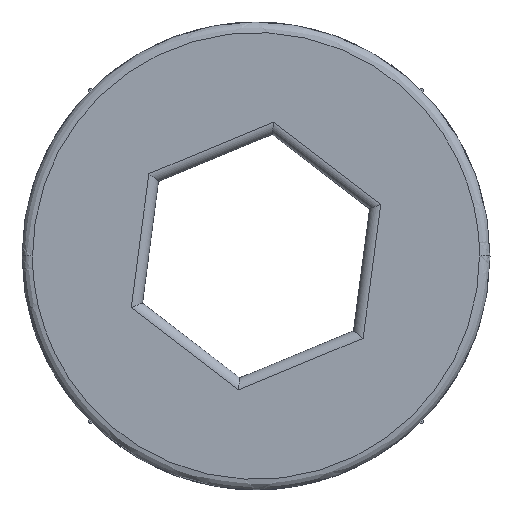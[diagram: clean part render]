
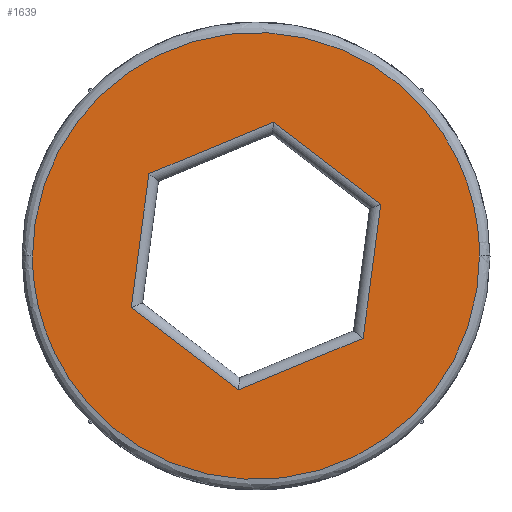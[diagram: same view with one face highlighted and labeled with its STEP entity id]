
A CAD part, top view. The second image highlights one B-rep face of the part: STEP entity #1639.
In plain terms, the highlighted planar face has unit normal (0, 0, 1).
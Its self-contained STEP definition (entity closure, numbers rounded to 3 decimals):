
#3 = VECTOR ( 'NONE', #723, 1000. ) ;
#98 = VERTEX_POINT ( 'NONE', #2044 ) ;
#128 = CARTESIAN_POINT ( 'NONE',  ( 2.542, -1.951, 1.75 ) ) ;
#143 = DIRECTION ( 'NONE',  ( 0.924, 0.383, 0. ) ) ;
#285 = AXIS2_PLACEMENT_3D ( 'NONE', #2425, #3164, #3756 ) ;
#294 = VECTOR ( 'NONE', #1209, 1000. ) ;
#307 = FACE_BOUND ( 'NONE', #451, .T. ) ;
#338 = CARTESIAN_POINT ( 'NONE',  ( -2.542, 1.951, 1.75 ) ) ;
#402 = CARTESIAN_POINT ( 'NONE',  ( -0.418, -3.177, 1.75 ) ) ;
#416 = VECTOR ( 'NONE', #1767, 1000. ) ;
#429 = LINE ( 'NONE', #1587, #2897 ) ;
#451 = EDGE_LOOP ( 'NONE', ( #567, #2057, #1831, #790, #2619, #1563 ) ) ;
#567 = ORIENTED_EDGE ( 'NONE', *, *, #2081, .T. ) ;
#665 = VERTEX_POINT ( 'NONE', #128 ) ;
#723 = DIRECTION ( 'NONE',  ( 0.131, 0.991, 0. ) ) ;
#752 = CARTESIAN_POINT ( 'NONE',  ( 0.418, 3.177, 1.75 ) ) ;
#790 = ORIENTED_EDGE ( 'NONE', *, *, #4204, .T. ) ;
#799 = CARTESIAN_POINT ( 'NONE',  ( 0.418, 3.177, 1.75 ) ) ;
#1043 = LINE ( 'NONE', #402, #2814 ) ;
#1090 = DIRECTION ( 'NONE',  ( -0.793, 0.609, 0. ) ) ;
#1099 = VERTEX_POINT ( 'NONE', #2480 ) ;
#1179 = EDGE_LOOP ( 'NONE', ( #1869, #2825 ) ) ;
#1209 = DIRECTION ( 'NONE',  ( 0.793, -0.609, 0. ) ) ;
#1268 = CARTESIAN_POINT ( 'NONE',  ( 5.302, 10.605, 1.75 ) ) ;
#1300 = CARTESIAN_POINT ( 'NONE',  ( -0.418, -3.177, 1.75 ) ) ;
#1353 = FACE_OUTER_BOUND ( 'NONE', #1179, .T. ) ;
#1362 = EDGE_CURVE ( 'NONE', #3363, #1099, #4171, .T. ) ;
#1389 = VERTEX_POINT ( 'NONE', #338 ) ;
#1543 = LINE ( 'NONE', #799, #294 ) ;
#1563 = ORIENTED_EDGE ( 'NONE', *, *, #1865, .T. ) ;
#1587 = CARTESIAN_POINT ( 'NONE',  ( -2.542, 1.951, 1.75 ) ) ;
#1639 = ADVANCED_FACE ( 'NONE', ( #1353, #307 ), #4505, .T. ) ;
#1698 =( BOUNDED_CURVE ( )  B_SPLINE_CURVE ( 3, ( #2879, #4235, #3564, #2507 ),
 .UNSPECIFIED., .F., .T. ) 
 B_SPLINE_CURVE_WITH_KNOTS ( ( 4, 4 ),
 ( 0., 1. ),
 .UNSPECIFIED. ) 
 CURVE ( )  GEOMETRIC_REPRESENTATION_ITEM ( )  RATIONAL_B_SPLINE_CURVE ( ( 1., 0.333, 0.333, 1. ) ) 
 REPRESENTATION_ITEM ( '' )  );
#1767 = DIRECTION ( 'NONE',  ( -0.131, -0.991, 0. ) ) ;
#1791 = LINE ( 'NONE', #3209, #416 ) ;
#1807 = VERTEX_POINT ( 'NONE', #1838 ) ;
#1831 = ORIENTED_EDGE ( 'NONE', *, *, #4238, .T. ) ;
#1838 = CARTESIAN_POINT ( 'NONE',  ( -2.96, -1.226, 1.75 ) ) ;
#1865 = EDGE_CURVE ( 'NONE', #665, #2912, #2516, .T. ) ;
#1869 = ORIENTED_EDGE ( 'NONE', *, *, #1362, .F. ) ;
#2044 = CARTESIAN_POINT ( 'NONE',  ( 2.96, 1.226, 1.75 ) ) ;
#2057 = ORIENTED_EDGE ( 'NONE', *, *, #4155, .T. ) ;
#2081 = EDGE_CURVE ( 'NONE', #2912, #1807, #1043, .T. ) ;
#2334 = CARTESIAN_POINT ( 'NONE',  ( -5.302, 10.605, 1.75 ) ) ;
#2425 = CARTESIAN_POINT ( 'NONE',  ( 0., 0., 1.75 ) ) ;
#2464 = LINE ( 'NONE', #4194, #3 ) ;
#2480 = CARTESIAN_POINT ( 'NONE',  ( 5.302, 0., 1.75 ) ) ;
#2507 = CARTESIAN_POINT ( 'NONE',  ( -5.302, 0., 1.75 ) ) ;
#2516 = LINE ( 'NONE', #3573, #3594 ) ;
#2619 = ORIENTED_EDGE ( 'NONE', *, *, #3050, .T. ) ;
#2814 = VECTOR ( 'NONE', #1090, 1000. ) ;
#2825 = ORIENTED_EDGE ( 'NONE', *, *, #3348, .F. ) ;
#2879 = CARTESIAN_POINT ( 'NONE',  ( 5.302, 0., 1.75 ) ) ;
#2897 = VECTOR ( 'NONE', #143, 1000. ) ;
#2912 = VERTEX_POINT ( 'NONE', #1300 ) ;
#3034 = CARTESIAN_POINT ( 'NONE',  ( -5.302, 0., 1.75 ) ) ;
#3050 = EDGE_CURVE ( 'NONE', #98, #665, #1791, .T. ) ;
#3164 = DIRECTION ( 'NONE',  ( 0., 0., 1. ) ) ;
#3209 = CARTESIAN_POINT ( 'NONE',  ( 2.96, 1.226, 1.75 ) ) ;
#3348 = EDGE_CURVE ( 'NONE', #1099, #3363, #1698, .T. ) ;
#3363 = VERTEX_POINT ( 'NONE', #3514 ) ;
#3514 = CARTESIAN_POINT ( 'NONE',  ( -5.302, 0., 1.75 ) ) ;
#3564 = CARTESIAN_POINT ( 'NONE',  ( -5.302, -10.605, 1.75 ) ) ;
#3573 = CARTESIAN_POINT ( 'NONE',  ( 2.542, -1.951, 1.75 ) ) ;
#3594 = VECTOR ( 'NONE', #3973, 1000. ) ;
#3741 = CARTESIAN_POINT ( 'NONE',  ( 5.302, 0., 1.75 ) ) ;
#3756 = DIRECTION ( 'NONE',  ( 1., 0., 0. ) ) ;
#3973 = DIRECTION ( 'NONE',  ( -0.924, -0.383, 0. ) ) ;
#4105 = VERTEX_POINT ( 'NONE', #752 ) ;
#4155 = EDGE_CURVE ( 'NONE', #1807, #1389, #2464, .T. ) ;
#4171 =( BOUNDED_CURVE ( )  B_SPLINE_CURVE ( 3, ( #3034, #2334, #1268, #3741 ),
 .UNSPECIFIED., .F., .T. ) 
 B_SPLINE_CURVE_WITH_KNOTS ( ( 4, 4 ),
 ( 0., 1. ),
 .UNSPECIFIED. ) 
 CURVE ( )  GEOMETRIC_REPRESENTATION_ITEM ( )  RATIONAL_B_SPLINE_CURVE ( ( 1., 0.333, 0.333, 1. ) ) 
 REPRESENTATION_ITEM ( '' )  );
#4194 = CARTESIAN_POINT ( 'NONE',  ( -2.96, -1.226, 1.75 ) ) ;
#4204 = EDGE_CURVE ( 'NONE', #4105, #98, #1543, .T. ) ;
#4235 = CARTESIAN_POINT ( 'NONE',  ( 5.302, -10.605, 1.75 ) ) ;
#4238 = EDGE_CURVE ( 'NONE', #1389, #4105, #429, .T. ) ;
#4505 = PLANE ( 'NONE',  #285 ) ;
